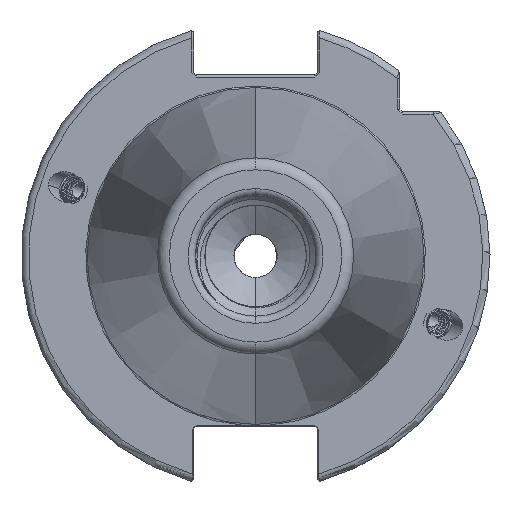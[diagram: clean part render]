
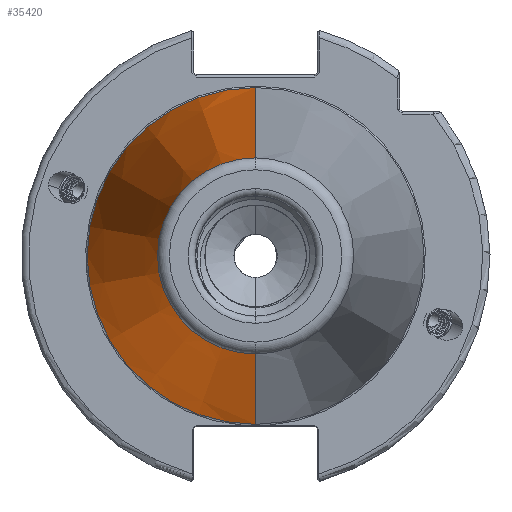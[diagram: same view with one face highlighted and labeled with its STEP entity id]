
A CAD part, left-side view. The second image highlights one B-rep face of the part: STEP entity #35420.
In plain terms, the highlighted conical face has half-angle 8.297 degrees and reference radius 35.392 mm.
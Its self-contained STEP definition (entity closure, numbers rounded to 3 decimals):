
#6865 = CARTESIAN_POINT ( 'NONE',  ( 0., 0., 0. ) ) ;
#6866 = DIRECTION ( 'NONE',  ( 1., 0., 0. ) ) ;
#6914 = DIRECTION ( 'NONE',  ( 0., 0., -1. ) ) ;
#9296 = AXIS2_PLACEMENT_3D ( 'NONE', #6865, #6866, #6914 ) ;
#14979 = FACE_OUTER_BOUND ( 'NONE', #22994, .T. ) ;
#14987 = CONICAL_SURFACE ( 'NONE', #9296, 35.392, 0.145 ) ;
#20397 = ORIENTED_EDGE ( 'NONE', *, *, #30614, .T. ) ;
#22426 = VECTOR ( 'NONE', #25325, 1000. ) ;
#22428 = LINE ( 'NONE', #25347, #22426 ) ;
#22470 = CIRCLE ( 'NONE', #34913, 20.399 ) ;
#22489 = CIRCLE ( 'NONE', #34896, 35.027 ) ;
#22497 = CIRCLE ( 'NONE', #34934, 35.027 ) ;
#22502 = VECTOR ( 'NONE', #24911, 1000. ) ;
#22506 = LINE ( 'NONE', #24678, #22502 ) ;
#22637 = ORIENTED_EDGE ( 'NONE', *, *, #30632, .T. ) ;
#22661 = ORIENTED_EDGE ( 'NONE', *, *, #30616, .F. ) ;
#22681 = ORIENTED_EDGE ( 'NONE', *, *, #30592, .F. ) ;
#22705 = ORIENTED_EDGE ( 'NONE', *, *, #30658, .F. ) ;
#22994 = EDGE_LOOP ( 'NONE', ( #20397, #22637, #22705, #22661, #22681 ) ) ;
#24527 = DIRECTION ( 'NONE',  ( 0., 1., 0. ) ) ;
#24536 = DIRECTION ( 'NONE',  ( 1., 0., 0. ) ) ;
#24545 = CARTESIAN_POINT ( 'NONE',  ( -2.5, 0., 0. ) ) ;
#24678 = CARTESIAN_POINT ( 'NONE',  ( 0., 0., 35.392 ) ) ;
#24911 = DIRECTION ( 'NONE',  ( 0.99, 0., 0.144 ) ) ;
#25325 = DIRECTION ( 'NONE',  ( 0.99, 0., -0.144 ) ) ;
#25347 = CARTESIAN_POINT ( 'NONE',  ( 0., 0., -35.392 ) ) ;
#25355 = DIRECTION ( 'NONE',  ( 0., 0., 1. ) ) ;
#25362 = DIRECTION ( 'NONE',  ( 1., 0., 0. ) ) ;
#25363 = DIRECTION ( 'NONE',  ( 1., 0., 0. ) ) ;
#25385 = CARTESIAN_POINT ( 'NONE',  ( -2.5, 0., 0. ) ) ;
#25399 = DIRECTION ( 'NONE',  ( 0., 1., 0. ) ) ;
#25406 = CARTESIAN_POINT ( 'NONE',  ( -102.811, 0., 0. ) ) ;
#30592 = EDGE_CURVE ( 'NONE', #32893, #32790, #22428, .T. ) ;
#30614 = EDGE_CURVE ( 'NONE', #32893, #32789, #22470, .T. ) ;
#30616 = EDGE_CURVE ( 'NONE', #32790, #32823, #22489, .T. ) ;
#30632 = EDGE_CURVE ( 'NONE', #32789, #32899, #22506, .T. ) ;
#30658 = EDGE_CURVE ( 'NONE', #32823, #32899, #22497, .T. ) ;
#32789 = VERTEX_POINT ( 'NONE', #33919 ) ;
#32790 = VERTEX_POINT ( 'NONE', #33364 ) ;
#32823 = VERTEX_POINT ( 'NONE', #33366 ) ;
#32893 = VERTEX_POINT ( 'NONE', #33417 ) ;
#32899 = VERTEX_POINT ( 'NONE', #33379 ) ;
#33364 = CARTESIAN_POINT ( 'NONE',  ( -2.5, 0., -35.027 ) ) ;
#33366 = CARTESIAN_POINT ( 'NONE',  ( -2.5, 35.027, 0. ) ) ;
#33379 = CARTESIAN_POINT ( 'NONE',  ( -2.5, 0., 35.027 ) ) ;
#33417 = CARTESIAN_POINT ( 'NONE',  ( -102.811, 0., -20.399 ) ) ;
#33919 = CARTESIAN_POINT ( 'NONE',  ( -102.811, 0., 20.399 ) ) ;
#34896 = AXIS2_PLACEMENT_3D ( 'NONE', #25385, #25363, #25399 ) ;
#34913 = AXIS2_PLACEMENT_3D ( 'NONE', #25406, #25362, #25355 ) ;
#34934 = AXIS2_PLACEMENT_3D ( 'NONE', #24545, #24536, #24527 ) ;
#35420 = ADVANCED_FACE ( 'NONE', ( #14979 ), #14987, .T. ) ;
